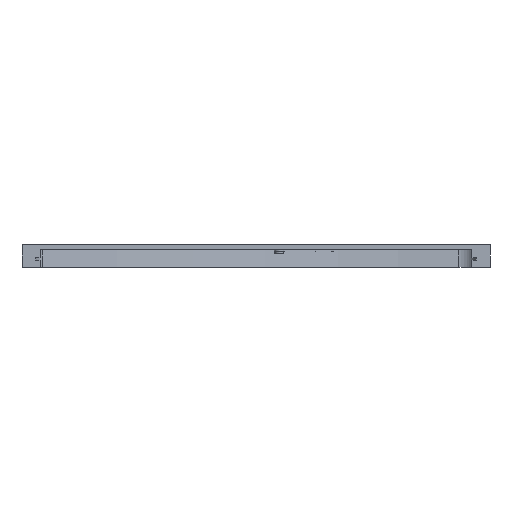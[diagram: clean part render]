
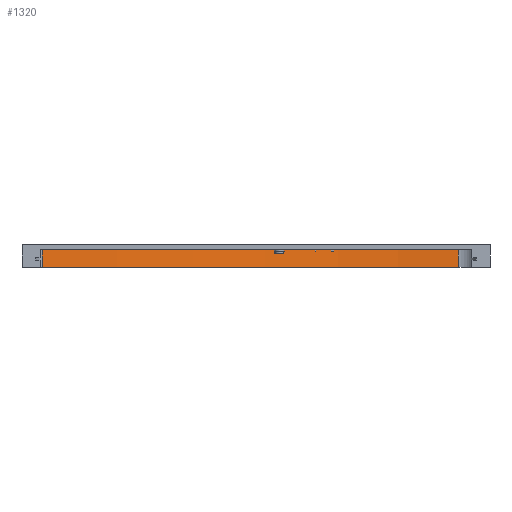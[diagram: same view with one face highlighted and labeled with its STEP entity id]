
A CAD part, front view. The second image highlights one B-rep face of the part: STEP entity #1320.
In plain terms, the highlighted free-form (B-spline) face has degree [3, 1] with [5, 2] control points.
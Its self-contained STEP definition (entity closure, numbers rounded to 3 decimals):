
#9 = CARTESIAN_POINT ( 'NONE',  ( 667.778, 1311.629, 855.615 ) ) ;
#19 = CARTESIAN_POINT ( 'NONE',  ( 821.132, 1313.872, 905.615 ) ) ;
#37 = CARTESIAN_POINT ( 'NONE',  ( -100.536, 948.817, 855.615 ) ) ;
#69 = EDGE_CURVE ( 'NONE', #1099, #2458, #1923, .T. ) ;
#108 = EDGE_CURVE ( 'NONE', #2458, #1595, #526, .T. ) ;
#181 = ORIENTED_EDGE ( 'NONE', *, *, #2268, .T. ) ;
#224 = ORIENTED_EDGE ( 'NONE', *, *, #69, .F. ) ;
#233 = CARTESIAN_POINT ( 'NONE',  ( -100.536, 948.817, 905.615 ) ) ;
#257 = VECTOR ( 'NONE', #2833, 1000. ) ;
#426 = FACE_OUTER_BOUND ( 'NONE', #1473, .T. ) ;
#487 = CARTESIAN_POINT ( 'NONE',  ( 353.785, 1250.912, 905.615 ) ) ;
#526 = LINE ( 'NONE', #1561, #1676 ) ;
#534 = CARTESIAN_POINT ( 'NONE',  ( 821.132, 1313.872, 855.615 ) ) ;
#549 = CARTESIAN_POINT ( 'NONE',  ( 52.784, 1073.193, 855.615 ) ) ;
#560 = B_SPLINE_CURVE_WITH_KNOTS ( 'NONE', 3,
 ( #946, #549, #2496, #1643, #534 ),
 .UNSPECIFIED., .F., .F.,
 ( 4, 1, 4 ),
 ( 0.012, 0.377, 0.712 ),
 .UNSPECIFIED. ) ;
#579 = CARTESIAN_POINT ( 'NONE',  ( -100.536, 948.817, 905.615 ) ) ;
#859 = CARTESIAN_POINT ( 'NONE',  ( 821.132, 1313.872, 905.615 ) ) ;
#940 = VERTEX_POINT ( 'NONE', #1379 ) ;
#946 = CARTESIAN_POINT ( 'NONE',  ( -100.536, 948.817, 855.615 ) ) ;
#1008 = CARTESIAN_POINT ( 'NONE',  ( 821.132, 1313.872, 855.615 ) ) ;
#1083 = CARTESIAN_POINT ( 'NONE',  ( -100.536, 948.817, 905.615 ) ) ;
#1099 = VERTEX_POINT ( 'NONE', #579 ) ;
#1112 = DIRECTION ( 'NONE',  ( 0., 0., -1. ) ) ;
#1235 = CARTESIAN_POINT ( 'NONE',  ( 821.132, 1313.872, 905.615 ) ) ;
#1298 = CARTESIAN_POINT ( 'NONE',  ( 52.784, 1073.193, 905.615 ) ) ;
#1320 = ADVANCED_FACE ( 'NONE', ( #426 ), #1942, .F. ) ;
#1324 = CARTESIAN_POINT ( 'NONE',  ( 667.778, 1311.629, 905.615 ) ) ;
#1379 = CARTESIAN_POINT ( 'NONE',  ( -100.536, 948.817, 855.615 ) ) ;
#1466 = EDGE_CURVE ( 'NONE', #940, #1595, #560, .T. ) ;
#1473 = EDGE_LOOP ( 'NONE', ( #2271, #1863, #224, #181 ) ) ;
#1535 = CARTESIAN_POINT ( 'NONE',  ( 52.784, 1073.193, 905.615 ) ) ;
#1555 = CARTESIAN_POINT ( 'NONE',  ( 52.784, 1073.193, 855.615 ) ) ;
#1561 = CARTESIAN_POINT ( 'NONE',  ( 821.132, 1313.872, 905.615 ) ) ;
#1595 = VERTEX_POINT ( 'NONE', #1008 ) ;
#1643 = CARTESIAN_POINT ( 'NONE',  ( 667.778, 1311.629, 855.615 ) ) ;
#1676 = VECTOR ( 'NONE', #1112, 1000. ) ;
#1863 = ORIENTED_EDGE ( 'NONE', *, *, #108, .F. ) ;
#1923 = B_SPLINE_CURVE_WITH_KNOTS ( 'NONE', 3,
 ( #233, #1535, #2426, #1324, #19 ),
 .UNSPECIFIED., .F., .F.,
 ( 4, 1, 4 ),
 ( 0.012, 0.377, 0.712 ),
 .UNSPECIFIED. ) ;
#1942 = B_SPLINE_SURFACE_WITH_KNOTS ( 'NONE', 3, 1, ( 
 ( #1978, #37 ),
 ( #1298, #1555 ),
 ( #487, #2413 ),
 ( #2635, #9 ),
 ( #859, #2197 ) ),
 .UNSPECIFIED., .F., .F., .F.,
 ( 4, 1, 4 ),
 ( 2, 2 ),
 ( 0.012, 0.377, 0.712 ),
 ( 0., 1. ),
 .UNSPECIFIED. ) ;
#1978 = CARTESIAN_POINT ( 'NONE',  ( -100.536, 948.817, 905.615 ) ) ;
#2197 = CARTESIAN_POINT ( 'NONE',  ( 821.132, 1313.872, 855.615 ) ) ;
#2268 = EDGE_CURVE ( 'NONE', #1099, #940, #2391, .T. ) ;
#2271 = ORIENTED_EDGE ( 'NONE', *, *, #1466, .T. ) ;
#2391 = LINE ( 'NONE', #1083, #257 ) ;
#2413 = CARTESIAN_POINT ( 'NONE',  ( 353.785, 1250.912, 855.615 ) ) ;
#2426 = CARTESIAN_POINT ( 'NONE',  ( 353.785, 1250.912, 905.615 ) ) ;
#2458 = VERTEX_POINT ( 'NONE', #1235 ) ;
#2496 = CARTESIAN_POINT ( 'NONE',  ( 353.785, 1250.912, 855.615 ) ) ;
#2635 = CARTESIAN_POINT ( 'NONE',  ( 667.778, 1311.629, 905.615 ) ) ;
#2833 = DIRECTION ( 'NONE',  ( 0., 0., -1. ) ) ;
